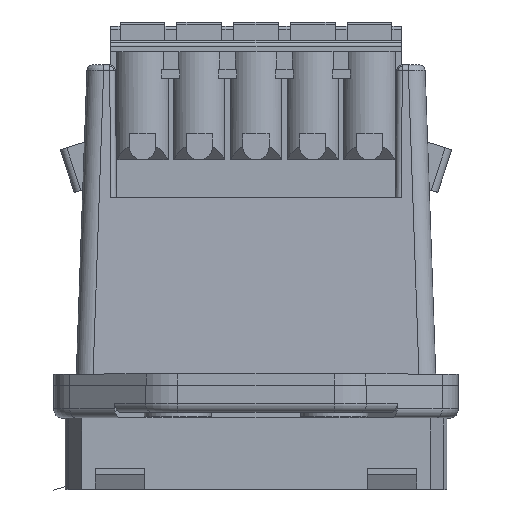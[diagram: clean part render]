
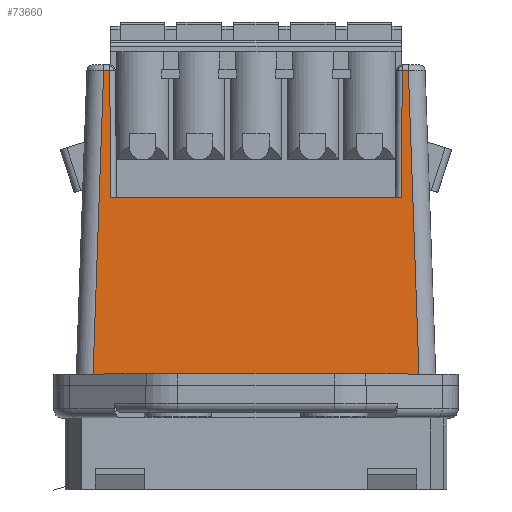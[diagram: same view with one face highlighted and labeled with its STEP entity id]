
A CAD part, top view. The second image highlights one B-rep face of the part: STEP entity #73660.
In plain terms, the highlighted face is planar.
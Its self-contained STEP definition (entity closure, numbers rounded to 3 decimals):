
#35460=CARTESIAN_POINT('',(56.475,65.094,
-28.217));
#35470=VERTEX_POINT('',#35460);
#48260=CARTESIAN_POINT('',(57.414,66.079,
-0.02));
#48270=VERTEX_POINT('',#48260);
#48300=CARTESIAN_POINT('',(0.,66.079,-0.02));
#48310=DIRECTION('',(-1.,0.,0.));
#48320=VECTOR('',#48310,1.);
#48330=LINE('',#48300,#48320);
#48340=CARTESIAN_POINT('',(57.46,66.079,
-0.02));
#48350=VERTEX_POINT('',#48340);
#48360=EDGE_CURVE('',#48350,#48270,#48330,.T.);
#49020=CARTESIAN_POINT('',(28.21,66.079,
-0.02));
#49030=VERTEX_POINT('',#49020);
#49060=CARTESIAN_POINT('',(28.256,66.079,
-0.02));
#49070=VERTEX_POINT('',#49060);
#49080=EDGE_CURVE('',#49070,#49030,#48330,.T.);
#59480=CARTESIAN_POINT('',(57.459,66.078,
-0.052));
#59490=DIRECTION('',(-0.035,-0.035,
-0.999));
#59500=VECTOR('',#59490,1.);
#59510=LINE('',#59480,#59500);
#59520=EDGE_CURVE('',#48350,#35470,#59510,.T.);
#72320=CARTESIAN_POINT('',(29.834,65.493,
-16.8));
#72330=VERTEX_POINT('',#72320);
#72510=CARTESIAN_POINT('',(55.836,65.493,
-16.8));
#72520=VERTEX_POINT('',#72510);
#72550=CARTESIAN_POINT('',(0.,65.493,-16.8));
#72560=DIRECTION('',(-1.,0.,0.));
#72570=VECTOR('',#72560,1.);
#72580=LINE('',#72550,#72570);
#72590=EDGE_CURVE('',#72520,#72330,#72580,.T.);
#72950=CARTESIAN_POINT('',(49.835,65.926,-4.397))
;
#72960=DIRECTION('',(0.,0.999,-0.035));
#72970=DIRECTION('',(0.,0.035,0.999));
#72980=AXIS2_PLACEMENT_3D('',#72950,#72960,#72970);
#72990=PLANE('',#72980);
#73000=CARTESIAN_POINT('',(0.,66.044,-1.02));
#73010=DIRECTION('',(1.,0.,0.));
#73020=VECTOR('',#73010,1.);
#73030=LINE('',#73000,#73020);
#73040=CARTESIAN_POINT('',(28.535,66.044,
-1.02));
#73050=VERTEX_POINT('',#73040);
#73060=CARTESIAN_POINT('',(57.135,66.044,
-1.02));
#73070=VERTEX_POINT('',#73060);
#73080=EDGE_CURVE('',#73050,#73070,#73030,.T.);
#73090=ORIENTED_EDGE('',*,*,#73080,.T.);
#73100=CARTESIAN_POINT('',(28.21,64.58,-42.954));
#73110=DIRECTION('',(0.,0.999,-0.035));
#73120=DIRECTION('',(0.,0.035,0.999));
#73130=AXIS2_PLACEMENT_3D('',#73100,#73110,#73120);
#73140=ELLIPSE('',#73130,42.981,1.5);
#73150=EDGE_CURVE('',#49070,#73050,#73140,.T.);
#73160=ORIENTED_EDGE('',*,*,#73150,.T.);
#73170=ORIENTED_EDGE('',*,*,#49080,.F.);
#73180=CARTESIAN_POINT('',(28.211,66.078,
-0.052));
#73190=DIRECTION('',(0.035,-0.035,
-0.999));
#73200=VECTOR('',#73190,1.);
#73210=LINE('',#73180,#73200);
#73220=CARTESIAN_POINT('',(29.194,65.094,
-28.217));
#73230=VERTEX_POINT('',#73220);
#73240=EDGE_CURVE('',#49030,#73230,#73210,.T.);
#73250=ORIENTED_EDGE('',*,*,#73240,.F.);
#73260=CARTESIAN_POINT('',(85.67,65.094,
-28.217));
#73270=DIRECTION('',(-1.,0.,0.));
#73280=VECTOR('',#73270,1.);
#73290=LINE('',#73260,#73280);
#73300=CARTESIAN_POINT('',(29.734,65.094,
-28.217));
#73310=VERTEX_POINT('',#73300);
#73320=EDGE_CURVE('',#73310,#73230,#73290,.T.);
#73330=ORIENTED_EDGE('',*,*,#73320,.T.);
#73340=CARTESIAN_POINT('',(29.98,66.079,
-0.017));
#73350=DIRECTION('',(-0.009,-0.035,
-0.999));
#73360=VECTOR('',#73350,1.);
#73370=LINE('',#73340,#73360);
#73380=EDGE_CURVE('',#72330,#73310,#73370,.T.);
#73390=ORIENTED_EDGE('',*,*,#73380,.T.);
#73400=ORIENTED_EDGE('',*,*,#72590,.T.);
#73410=CARTESIAN_POINT('',(55.689,66.079,
-0.017));
#73420=DIRECTION('',(0.009,-0.035,
-0.999));
#73430=VECTOR('',#73420,1.);
#73440=LINE('',#73410,#73430);
#73450=CARTESIAN_POINT('',(55.936,65.094,
-28.217));
#73460=VERTEX_POINT('',#73450);
#73470=EDGE_CURVE('',#72520,#73460,#73440,.T.);
#73480=ORIENTED_EDGE('',*,*,#73470,.F.);
#73490=CARTESIAN_POINT('',(0.,65.094,-28.217));
#73500=DIRECTION('',(1.,0.,0.));
#73510=VECTOR('',#73500,1.);
#73520=LINE('',#73490,#73510);
#73530=EDGE_CURVE('',#73460,#35470,#73520,.T.);
#73540=ORIENTED_EDGE('',*,*,#73530,.F.);
#73550=ORIENTED_EDGE('',*,*,#59520,.T.);
#73560=ORIENTED_EDGE('',*,*,#48360,.F.);
#73570=CARTESIAN_POINT('',(57.46,64.58,-42.954));
#73580=DIRECTION('',(0.,0.999,-0.035));
#73590=DIRECTION('',(0.,0.035,0.999));
#73600=AXIS2_PLACEMENT_3D('',#73570,#73580,#73590);
#73610=ELLIPSE('',#73600,42.981,1.5);
#73620=EDGE_CURVE('',#73070,#48270,#73610,.T.);
#73630=ORIENTED_EDGE('',*,*,#73620,.T.);
#73640=EDGE_LOOP('',(#73630,#73560,#73550,#73540,#73480,#73400,#73390,
#73330,#73250,#73170,#73160,#73090));
#73650=FACE_OUTER_BOUND('',#73640,.T.);
#73660=ADVANCED_FACE('',(#73650),#72990,.T.);
